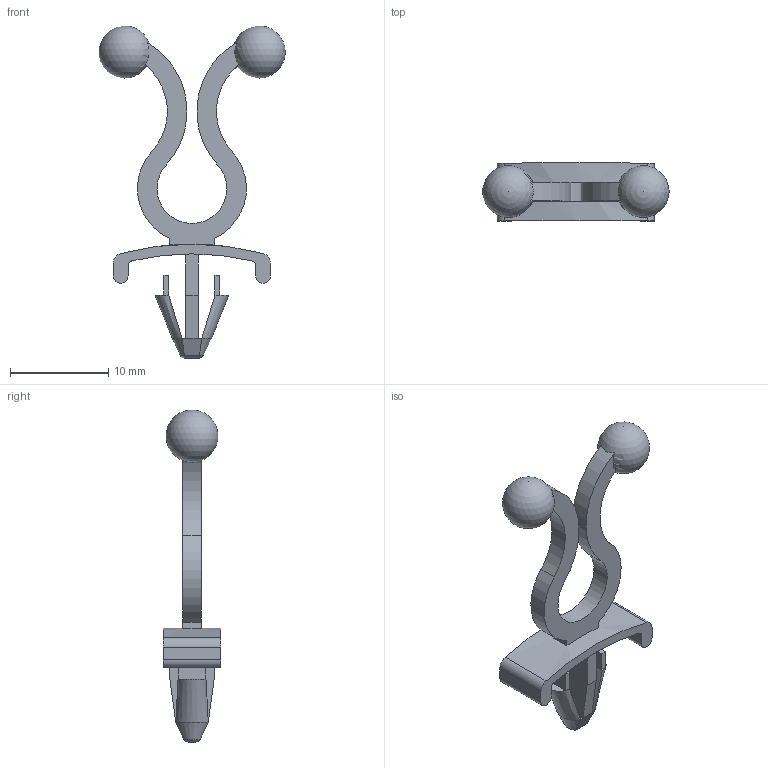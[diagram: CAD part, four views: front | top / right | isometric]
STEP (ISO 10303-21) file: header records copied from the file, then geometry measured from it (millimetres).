
FILE_DESCRIPTION( ( 'Unknown' ), '1' );
FILE_NAME( '520401000.stp', 'Unknown', ( 'Unknown' ), ( 'Unknown' ), 'PSStep 19.0.9', 'Unknown', ' ' );
FILE_SCHEMA( ( 'AUTOMOTIVE_DESIGN { 1 0 10303 214 1 1 1 1 }' ) );
Length unit declared in the file: millimetre
Products named in the file (1): 1
Bounding box: 18.98 x 5.9 x 33.8 mm (x, y, z)
Volume: 545.1 mm3; surface area: 1000.6 mm2
Topology: 1 solids, 1 shells, 68 faces, 173 edges, 106 vertices
Faces by surface type: plane 43, cylinder 17, cone 2, torus 2, bspline 2, sphere 2
Entity records: 2750 total; most frequent: CARTESIAN_POINT 627, ORIENTED_EDGE 328, DIRECTION 312, EDGE_CURVE 164, AXIS2_PLACEMENT_3D 109, VERTEX_POINT 104, LINE 94, VECTOR 94
